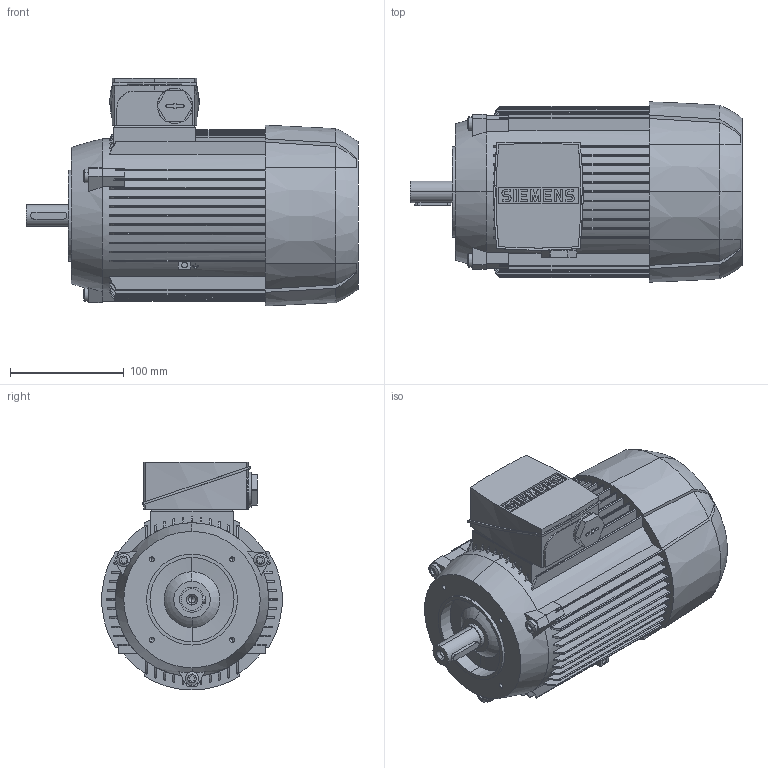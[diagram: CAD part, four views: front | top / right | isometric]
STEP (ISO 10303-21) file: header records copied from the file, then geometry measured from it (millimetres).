
FILE_DESCRIPTION(('STEP AP214'),'1');
FILE_NAME('cctmp_D12F1E21-40C0-40F1-B43F-C1E4056F110E_2023_06_26_13_54_04_0685..stp','2023-06-26T11:54:05',('SIEMENS A&D'),('CADClick - www.CADClick.com'),'Spatial InterOp 3D',' ','unknown authorization');
FILE_SCHEMA(('AUTOMOTIVE_DESIGN'));
Length unit declared in the file: millimetre
Products named in the file (1): 2023_06_26_13_54_04_0669
Bounding box: 292 x 158.5 x 200.5 mm (x, y, z)
Volume: 4303144 mm3; surface area: 265187.3 mm2
Topology: 1 solids, 1 shells, 624 faces, 1746 edges, 1136 vertices
Faces by surface type: plane 373, cylinder 165, torus 54, cone 32
Entity records: 26820 total; most frequent: CARTESIAN_POINT 5764, ORIENTED_EDGE 3448, DIRECTION 3289, EDGE_CURVE 1724, VERTEX_POINT 1136, AXIS2_PLACEMENT_3D 1122, LINE 1045, VECTOR 1045
